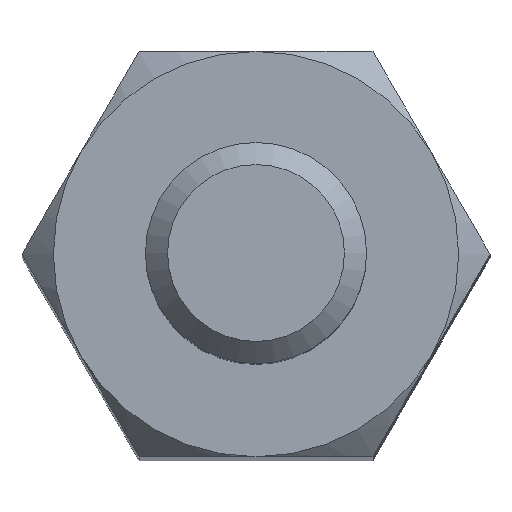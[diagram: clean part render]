
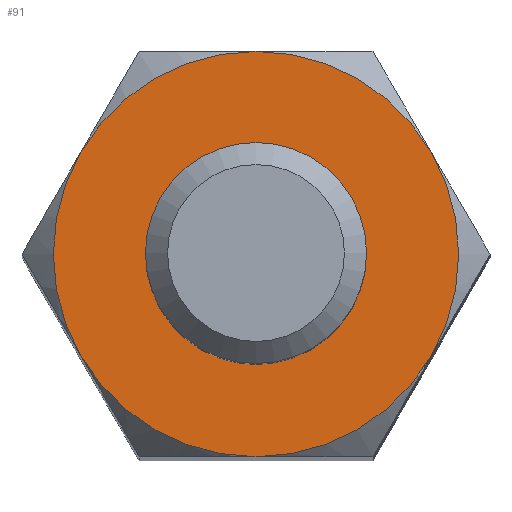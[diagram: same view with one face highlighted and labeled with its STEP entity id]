
A CAD part, top view. The second image highlights one B-rep face of the part: STEP entity #91.
In plain terms, the highlighted planar face has unit normal (0, 0, 1).
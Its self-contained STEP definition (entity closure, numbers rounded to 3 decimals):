
#91 = ADVANCED_FACE( '', ( #194, #195 ), #196, .F. );
#194 = FACE_BOUND( '', #306, .T. );
#195 = FACE_OUTER_BOUND( '', #307, .T. );
#196 = PLANE( '', #308 );
#306 = EDGE_LOOP( '', ( #482 ) );
#307 = EDGE_LOOP( '', ( #483, #484, #485, #486, #487, #488 ) );
#308 = AXIS2_PLACEMENT_3D( '', #489, #490, #491 );
#482 = ORIENTED_EDGE( '', *, *, #583, .T. );
#483 = ORIENTED_EDGE( '', *, *, #621, .T. );
#484 = ORIENTED_EDGE( '', *, *, #625, .T. );
#485 = ORIENTED_EDGE( '', *, *, #638, .T. );
#486 = ORIENTED_EDGE( '', *, *, #644, .T. );
#487 = ORIENTED_EDGE( '', *, *, #645, .T. );
#488 = ORIENTED_EDGE( '', *, *, #646, .T. );
#489 = CARTESIAN_POINT( '', ( 0., 0., 0. ) );
#490 = DIRECTION( '', ( 0., 0., -1. ) );
#491 = DIRECTION( '', ( -1., 0., 0. ) );
#583 = EDGE_CURVE( '', #668, #668, #669, .T. );
#621 = EDGE_CURVE( '', #725, #728, #730, .F. );
#625 = EDGE_CURVE( '', #728, #734, #736, .F. );
#638 = EDGE_CURVE( '', #734, #754, #756, .F. );
#644 = EDGE_CURVE( '', #754, #721, #762, .F. );
#645 = EDGE_CURVE( '', #721, #682, #763, .F. );
#646 = EDGE_CURVE( '', #682, #725, #764, .T. );
#668 = VERTEX_POINT( '', #787 );
#669 = CIRCLE( '', #788, 1.3 );
#682 = VERTEX_POINT( '', #817 );
#721 = VERTEX_POINT( '', #909 );
#725 = VERTEX_POINT( '', #925 );
#728 = VERTEX_POINT( '', #933 );
#730 = CIRCLE( '', #942, 2.75 );
#734 = VERTEX_POINT( '', #951 );
#736 = CIRCLE( '', #960, 2.75 );
#754 = VERTEX_POINT( '', #999 );
#756 = CIRCLE( '', #1008, 2.75 );
#762 = CIRCLE( '', #1022, 2.75 );
#763 = CIRCLE( '', #1023, 2.75 );
#764 = CIRCLE( '', #1024, 2.75 );
#787 = CARTESIAN_POINT( '', ( -1.3, 0., 0. ) );
#788 = AXIS2_PLACEMENT_3D( '', #1063, #1064, #1065 );
#817 = CARTESIAN_POINT( '', ( 0., 2.75, 0. ) );
#909 = CARTESIAN_POINT( '', ( 2.382, 1.375, 0. ) );
#925 = CARTESIAN_POINT( '', ( -2.382, 1.375, 0. ) );
#933 = CARTESIAN_POINT( '', ( -2.382, -1.375, 0. ) );
#942 = AXIS2_PLACEMENT_3D( '', #1099, #1100, #1101 );
#951 = CARTESIAN_POINT( '', ( 0., -2.75, 0. ) );
#960 = AXIS2_PLACEMENT_3D( '', #1102, #1103, #1104 );
#999 = CARTESIAN_POINT( '', ( 2.382, -1.375, 0. ) );
#1008 = AXIS2_PLACEMENT_3D( '', #1113, #1114, #1115 );
#1022 = AXIS2_PLACEMENT_3D( '', #1117, #1118, #1119 );
#1023 = AXIS2_PLACEMENT_3D( '', #1120, #1121, #1122 );
#1024 = AXIS2_PLACEMENT_3D( '', #1123, #1124, #1125 );
#1063 = CARTESIAN_POINT( '', ( 0., 0., 0. ) );
#1064 = DIRECTION( '', ( 0., 0., -1. ) );
#1065 = DIRECTION( '', ( -1., 0., 0. ) );
#1099 = CARTESIAN_POINT( '', ( 0., 0., 0. ) );
#1100 = DIRECTION( '', ( 0., 0., -1. ) );
#1101 = DIRECTION( '', ( -1., 0., 0. ) );
#1102 = CARTESIAN_POINT( '', ( 0., 0., 0. ) );
#1103 = DIRECTION( '', ( 0., 0., -1. ) );
#1104 = DIRECTION( '', ( -1., 0., 0. ) );
#1113 = CARTESIAN_POINT( '', ( 0., 0., 0. ) );
#1114 = DIRECTION( '', ( 0., 0., -1. ) );
#1115 = DIRECTION( '', ( -1., 0., 0. ) );
#1117 = CARTESIAN_POINT( '', ( 0., 0., 0. ) );
#1118 = DIRECTION( '', ( 0., 0., -1. ) );
#1119 = DIRECTION( '', ( -1., 0., 0. ) );
#1120 = CARTESIAN_POINT( '', ( 0., 0., 0. ) );
#1121 = DIRECTION( '', ( 0., 0., -1. ) );
#1122 = DIRECTION( '', ( -1., 0., 0. ) );
#1123 = CARTESIAN_POINT( '', ( 0., 0., 0. ) );
#1124 = DIRECTION( '', ( 0., 0., 1. ) );
#1125 = DIRECTION( '', ( 1., 0., 0. ) );
